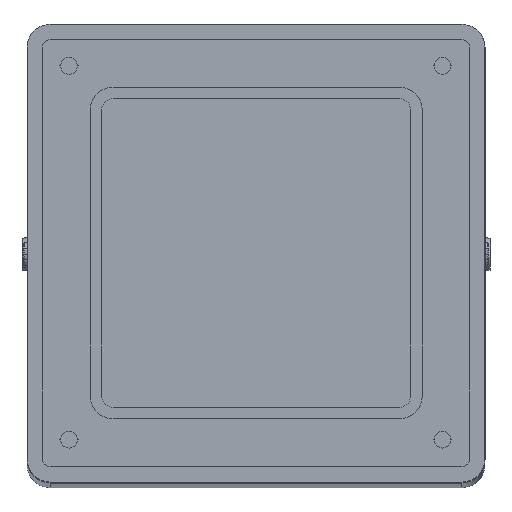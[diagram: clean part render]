
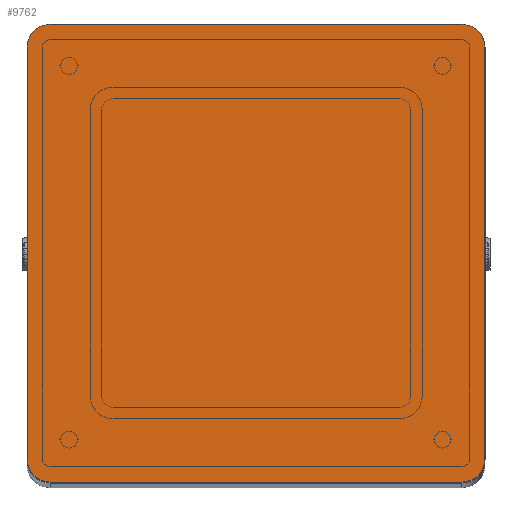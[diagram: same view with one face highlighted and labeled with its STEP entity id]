
A CAD part, top view. The second image highlights one B-rep face of the part: STEP entity #9762.
In plain terms, the highlighted planar face has unit normal (0, 0, 1).
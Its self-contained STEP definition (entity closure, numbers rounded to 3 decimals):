
#979 = EDGE_CURVE ( 'NONE', #17500, #17493, #4503, .T. ) ;
#982 = EDGE_CURVE ( 'NONE', #17493, #17621, #4515, .T. ) ;
#985 = EDGE_CURVE ( 'NONE', #17621, #17519, #4520, .T. ) ;
#1028 = AXIS2_PLACEMENT_3D ( 'NONE', #17369, #17370, #17371 ) ;
#1865 = AXIS2_PLACEMENT_3D ( 'NONE', #15239, #15245, #15246 ) ;
#3694 = DIRECTION ( 'NONE',  ( 0., -1., 0. ) ) ;
#3695 = CARTESIAN_POINT ( 'NONE',  ( 1245.317, 2794.765, -1007.009 ) ) ;
#3696 = DIRECTION ( 'NONE',  ( 0., 0., -1. ) ) ;
#3697 = DIRECTION ( 'NONE',  ( 0., 1., 0. ) ) ;
#3698 = CARTESIAN_POINT ( 'NONE',  ( 1251.317, 2794.765, -1007.009 ) ) ;
#3708 = DIRECTION ( 'NONE',  ( -1., 0., 0. ) ) ;
#3709 = CARTESIAN_POINT ( 'NONE',  ( 1245.317, 2686.765, -1007.009 ) ) ;
#3710 = DIRECTION ( 'NONE',  ( 0., 0., -1. ) ) ;
#3711 = DIRECTION ( 'NONE',  ( 1., 0., 0. ) ) ;
#3712 = CARTESIAN_POINT ( 'NONE',  ( 1245.317, 2680.765, -1007.009 ) ) ;
#3722 = CARTESIAN_POINT ( 'NONE',  ( 1137.317, 2686.765, -1007.009 ) ) ;
#3723 = DIRECTION ( 'NONE',  ( 0., 0., -1. ) ) ;
#3724 = DIRECTION ( 'NONE',  ( 0., -1., 0. ) ) ;
#4503 = LINE ( 'NONE', #17358, #4512 ) ;
#4512 = VECTOR ( 'NONE', #17363, 1000. ) ;
#4515 = CIRCLE ( 'NONE', #1028, 6. ) ;
#4520 = LINE ( 'NONE', #17372, #4522 ) ;
#4522 = VECTOR ( 'NONE', #17368, 1000. ) ;
#5618 = AXIS2_PLACEMENT_3D ( 'NONE', #3695, #3696, #3697 ) ;
#5621 = AXIS2_PLACEMENT_3D ( 'NONE', #3709, #3710, #3711 ) ;
#5623 = AXIS2_PLACEMENT_3D ( 'NONE', #3722, #3723, #3724 ) ;
#5768 = EDGE_CURVE ( 'NONE', #17519, #17570, #10234, .T. ) ;
#5771 = EDGE_CURVE ( 'NONE', #17570, #17532, #10221, .T. ) ;
#5774 = EDGE_CURVE ( 'NONE', #17532, #17568, #10242, .T. ) ;
#5777 = EDGE_CURVE ( 'NONE', #17568, #17626, #10247, .T. ) ;
#5780 = EDGE_CURVE ( 'NONE', #17626, #17500, #10252, .T. ) ;
#8243 = ORIENTED_EDGE ( 'NONE', *, *, #979, .F. ) ;
#8244 = ORIENTED_EDGE ( 'NONE', *, *, #5780, .F. ) ;
#8245 = ORIENTED_EDGE ( 'NONE', *, *, #5777, .F. ) ;
#8246 = ORIENTED_EDGE ( 'NONE', *, *, #5774, .F. ) ;
#8247 = ORIENTED_EDGE ( 'NONE', *, *, #5771, .F. ) ;
#8248 = ORIENTED_EDGE ( 'NONE', *, *, #5768, .F. ) ;
#8249 = ORIENTED_EDGE ( 'NONE', *, *, #985, .F. ) ;
#8250 = ORIENTED_EDGE ( 'NONE', *, *, #982, .F. ) ;
#8409 = EDGE_LOOP ( 'NONE', ( #8243, #8244, #8245, #8246, #8247, #8248, #8249, #8250 ) ) ;
#9762 = ADVANCED_FACE ( 'NONE', ( #15726 ), #15243, .F. ) ;
#10221 = LINE ( 'NONE', #3698, #10239 ) ;
#10234 = CIRCLE ( 'NONE', #5618, 6. ) ;
#10239 = VECTOR ( 'NONE', #3694, 1000. ) ;
#10242 = CIRCLE ( 'NONE', #5621, 6. ) ;
#10247 = LINE ( 'NONE', #3712, #10249 ) ;
#10249 = VECTOR ( 'NONE', #3708, 1000. ) ;
#10252 = CIRCLE ( 'NONE', #5623, 6. ) ;
#14695 = CARTESIAN_POINT ( 'NONE',  ( 1131.317, 2794.765, -1007.009 ) ) ;
#14702 = CARTESIAN_POINT ( 'NONE',  ( 1131.317, 2686.765, -1007.009 ) ) ;
#14721 = CARTESIAN_POINT ( 'NONE',  ( 1245.317, 2800.765, -1007.009 ) ) ;
#14734 = CARTESIAN_POINT ( 'NONE',  ( 1251.317, 2686.765, -1007.009 ) ) ;
#14770 = CARTESIAN_POINT ( 'NONE',  ( 1245.317, 2680.765, -1007.009 ) ) ;
#14772 = CARTESIAN_POINT ( 'NONE',  ( 1251.317, 2794.765, -1007.009 ) ) ;
#14823 = CARTESIAN_POINT ( 'NONE',  ( 1137.317, 2800.765, -1007.009 ) ) ;
#14828 = CARTESIAN_POINT ( 'NONE',  ( 1137.317, 2680.765, -1007.009 ) ) ;
#15239 = CARTESIAN_POINT ( 'NONE',  ( 1137.317, 2794.765, -1007.009 ) ) ;
#15243 = PLANE ( 'NONE',  #1865 ) ;
#15245 = DIRECTION ( 'NONE',  ( 0., 0., -1. ) ) ;
#15246 = DIRECTION ( 'NONE',  ( -1., 0., 0. ) ) ;
#15726 = FACE_OUTER_BOUND ( 'NONE', #8409, .T. ) ;
#17358 = CARTESIAN_POINT ( 'NONE',  ( 1131.317, 2686.765, -1007.009 ) ) ;
#17363 = DIRECTION ( 'NONE',  ( 0., 1., 0. ) ) ;
#17368 = DIRECTION ( 'NONE',  ( 1., 0., 0. ) ) ;
#17369 = CARTESIAN_POINT ( 'NONE',  ( 1137.317, 2794.765, -1007.009 ) ) ;
#17370 = DIRECTION ( 'NONE',  ( 0., 0., -1. ) ) ;
#17371 = DIRECTION ( 'NONE',  ( -1., 0., 0. ) ) ;
#17372 = CARTESIAN_POINT ( 'NONE',  ( 1137.317, 2800.765, -1007.009 ) ) ;
#17493 = VERTEX_POINT ( 'NONE', #14695 ) ;
#17500 = VERTEX_POINT ( 'NONE', #14702 ) ;
#17519 = VERTEX_POINT ( 'NONE', #14721 ) ;
#17532 = VERTEX_POINT ( 'NONE', #14734 ) ;
#17568 = VERTEX_POINT ( 'NONE', #14770 ) ;
#17570 = VERTEX_POINT ( 'NONE', #14772 ) ;
#17621 = VERTEX_POINT ( 'NONE', #14823 ) ;
#17626 = VERTEX_POINT ( 'NONE', #14828 ) ;
